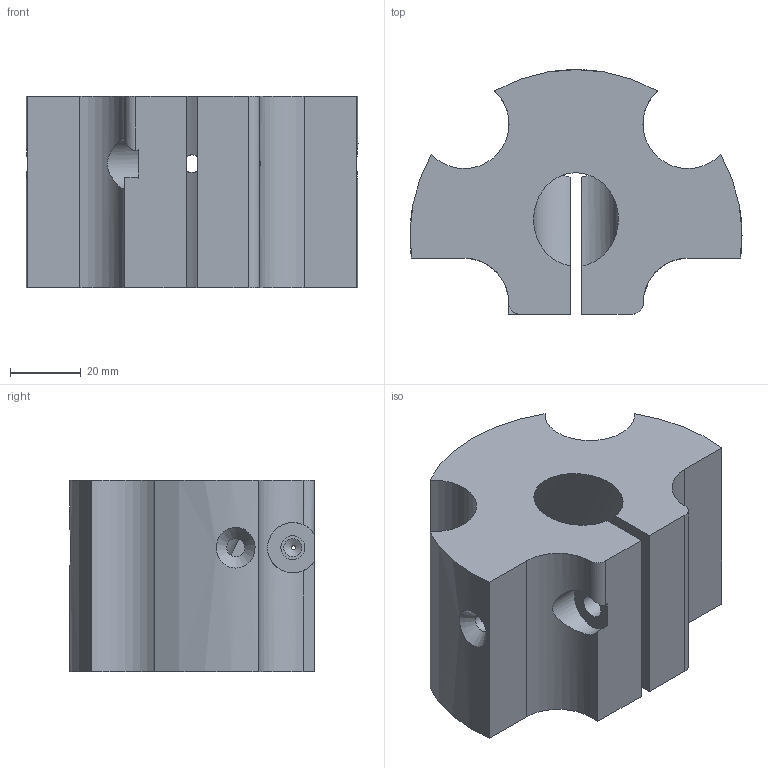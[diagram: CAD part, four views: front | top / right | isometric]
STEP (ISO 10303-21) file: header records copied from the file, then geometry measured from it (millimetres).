
FILE_DESCRIPTION(/* description */ (''),/* implementation_level */ '2;1');
FILE_NAME(/* name */ 'Chl_CLAMP_TURNER v2.step',/* time_stamp */ '2024-11-13T08:15:57-04:00',/* author */ (''),/* organization */ (''),/* preprocessor_version */ 'ST-DEVELOPER v20',/* originating_system */ 'Autodesk Translation Framework v13.20.0.188',/* authorisation */ '');
FILE_SCHEMA (('AUTOMOTIVE_DESIGN { 1 0 10303 214 3 1 1 }'));
Length unit declared in the file: millimetre
Products named in the file (1): Chl_CLAMP_TURNER
Bounding box: 94 x 69.22 x 54.1 mm (x, y, z)
Volume: 189443.3 mm3; surface area: 31955.7 mm2
Topology: 1 solids, 1 shells, 33 faces, 90 edges, 60 vertices
Faces by surface type: cylinder 16, plane 11, cone 6
Full cylindrical faces by diameter (mm): 5.08 x1, 5.105 x3, 6.756 x1
Entity records: 1297 total; most frequent: CARTESIAN_POINT 403, ORIENTED_EDGE 176, DIRECTION 175, EDGE_CURVE 88, AXIS2_PLACEMENT_3D 65, VERTEX_POINT 60, LINE 45, VECTOR 45
